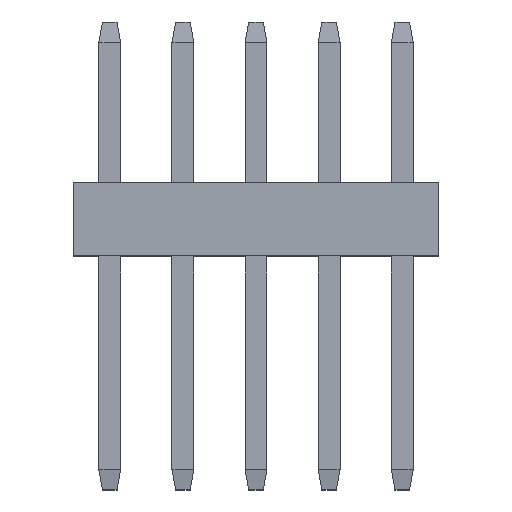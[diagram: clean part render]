
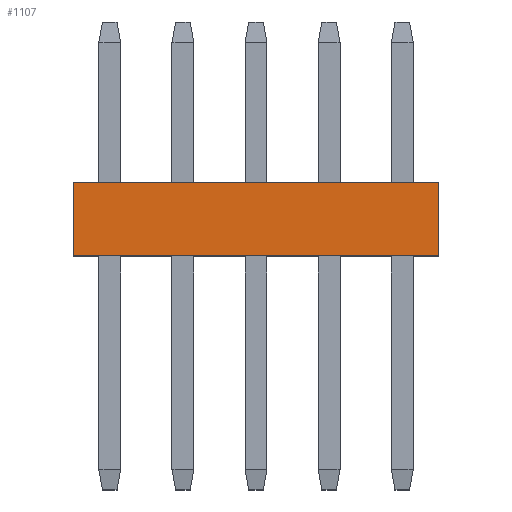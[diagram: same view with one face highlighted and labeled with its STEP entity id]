
A CAD part, top view. The second image highlights one B-rep face of the part: STEP entity #1107.
In plain terms, the highlighted planar face has unit normal (0, 0, 1).
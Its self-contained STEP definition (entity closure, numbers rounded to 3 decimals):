
#22 = CARTESIAN_POINT ( 'NONE',  ( -2.5, 0., 0.635 ) ) ;
#33 = CARTESIAN_POINT ( 'NONE',  ( 2.5, 0., 0.635 ) ) ;
#56 = ORIENTED_EDGE ( 'NONE', *, *, #107, .T. ) ;
#107 = EDGE_CURVE ( 'NONE', #1141, #190, #222, .T. ) ;
#133 = DIRECTION ( 'NONE',  ( 0., -1., 0. ) ) ;
#140 = EDGE_CURVE ( 'NONE', #190, #1068, #1079, .T. ) ;
#190 = VERTEX_POINT ( 'NONE', #22 ) ;
#222 = LINE ( 'NONE', #848, #273 ) ;
#226 = VECTOR ( 'NONE', #351, 1000. ) ;
#233 = EDGE_CURVE ( 'NONE', #289, #1068, #1097, .T. ) ;
#246 = ORIENTED_EDGE ( 'NONE', *, *, #233, .F. ) ;
#262 = DIRECTION ( 'NONE',  ( 0., 0., -1. ) ) ;
#273 = VECTOR ( 'NONE', #324, 1000. ) ;
#286 = LINE ( 'NONE', #478, #574 ) ;
#289 = VERTEX_POINT ( 'NONE', #604 ) ;
#324 = DIRECTION ( 'NONE',  ( 0., -1., 0. ) ) ;
#351 = DIRECTION ( 'NONE',  ( 1., 0., 0. ) ) ;
#362 = CARTESIAN_POINT ( 'NONE',  ( 2.5, 0., 0.635 ) ) ;
#478 = CARTESIAN_POINT ( 'NONE',  ( 2.5, 1., 0.635 ) ) ;
#508 = ORIENTED_EDGE ( 'NONE', *, *, #697, .F. ) ;
#510 = ORIENTED_EDGE ( 'NONE', *, *, #140, .T. ) ;
#517 = DIRECTION ( 'NONE',  ( -1., 0., 0. ) ) ;
#573 = CARTESIAN_POINT ( 'NONE',  ( -2.5, 1., 0.635 ) ) ;
#574 = VECTOR ( 'NONE', #796, 1000. ) ;
#604 = CARTESIAN_POINT ( 'NONE',  ( 2.5, 1., 0.635 ) ) ;
#697 = EDGE_CURVE ( 'NONE', #1141, #289, #286, .T. ) ;
#723 = EDGE_LOOP ( 'NONE', ( #510, #246, #508, #56 ) ) ;
#796 = DIRECTION ( 'NONE',  ( 1., 0., 0. ) ) ;
#848 = CARTESIAN_POINT ( 'NONE',  ( -2.5, 1., 0.635 ) ) ;
#1033 = FACE_OUTER_BOUND ( 'NONE', #723, .T. ) ;
#1068 = VERTEX_POINT ( 'NONE', #362 ) ;
#1079 = LINE ( 'NONE', #33, #226 ) ;
#1097 = LINE ( 'NONE', #1270, #1183 ) ;
#1107 = ADVANCED_FACE ( 'NONE', ( #1033 ), #1300, .F. ) ;
#1136 = AXIS2_PLACEMENT_3D ( 'NONE', #1306, #262, #517 ) ;
#1141 = VERTEX_POINT ( 'NONE', #573 ) ;
#1183 = VECTOR ( 'NONE', #133, 1000. ) ;
#1270 = CARTESIAN_POINT ( 'NONE',  ( 2.5, 1., 0.635 ) ) ;
#1300 = PLANE ( 'NONE',  #1136 ) ;
#1306 = CARTESIAN_POINT ( 'NONE',  ( 2.5, 1., 0.635 ) ) ;
